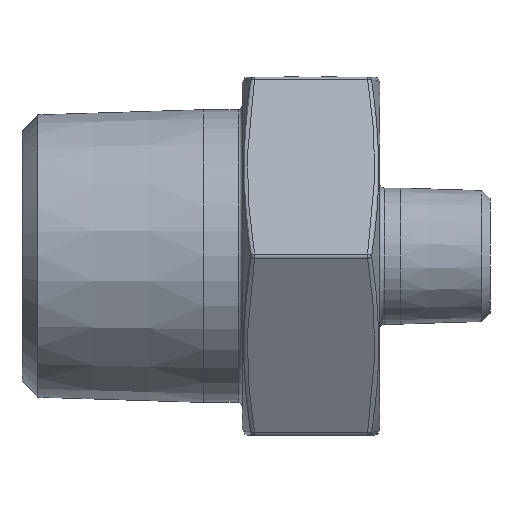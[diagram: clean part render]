
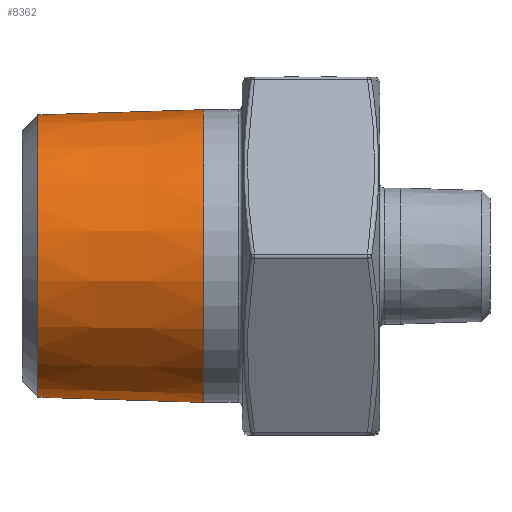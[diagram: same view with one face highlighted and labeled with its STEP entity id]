
A CAD part, front view. The second image highlights one B-rep face of the part: STEP entity #8362.
In plain terms, the highlighted conical face has half-angle 1.79 degrees and reference radius 10.477 mm.
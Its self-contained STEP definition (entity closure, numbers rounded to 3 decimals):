
#331 = AXIS2_PLACEMENT_3D ( 'NONE', #8104, #8033, #11494 ) ;
#668 = CARTESIAN_POINT ( 'NONE',  ( 1.161, 0., 0. ) ) ;
#759 = CONICAL_SURFACE ( 'NONE', #11556, 10.477, 0.031 ) ;
#1137 = VERTEX_POINT ( 'NONE', #1354 ) ;
#1354 = CARTESIAN_POINT ( 'NONE',  ( 1.161, 0., 10.258 ) ) ;
#1785 = CARTESIAN_POINT ( 'NONE',  ( 8.2, 0., 0. ) ) ;
#2866 = EDGE_CURVE ( 'NONE', #13300, #13300, #3776, .T. ) ;
#2951 = ORIENTED_EDGE ( 'NONE', *, *, #3630, .T. ) ;
#3142 = FACE_BOUND ( 'NONE', #3514, .T. ) ;
#3514 = EDGE_LOOP ( 'NONE', ( #2951 ) ) ;
#3630 = EDGE_CURVE ( 'NONE', #1137, #1137, #9081, .T. ) ;
#3776 = CIRCLE ( 'NONE', #331, 10.634 ) ;
#4183 = DIRECTION ( 'NONE',  ( 1., 0., 0. ) ) ;
#4955 = ORIENTED_EDGE ( 'NONE', *, *, #2866, .T. ) ;
#6147 = DIRECTION ( 'NONE',  ( 1., 0., 0. ) ) ;
#6432 = FACE_OUTER_BOUND ( 'NONE', #9216, .T. ) ;
#7298 = DIRECTION ( 'NONE',  ( 0., 0., -1. ) ) ;
#8033 = DIRECTION ( 'NONE',  ( -1., 0., 0. ) ) ;
#8104 = CARTESIAN_POINT ( 'NONE',  ( 13.2, 0., 0. ) ) ;
#8362 = ADVANCED_FACE ( 'NONE', ( #3142, #6432 ), #759, .T. ) ;
#9081 = CIRCLE ( 'NONE', #11382, 10.258 ) ;
#9108 = CARTESIAN_POINT ( 'NONE',  ( 13.2, 0., 10.634 ) ) ;
#9216 = EDGE_LOOP ( 'NONE', ( #4955 ) ) ;
#11382 = AXIS2_PLACEMENT_3D ( 'NONE', #668, #4183, #11533 ) ;
#11494 = DIRECTION ( 'NONE',  ( 0., 0., 1. ) ) ;
#11533 = DIRECTION ( 'NONE',  ( 0., 0., 1. ) ) ;
#11556 = AXIS2_PLACEMENT_3D ( 'NONE', #1785, #6147, #7298 ) ;
#13300 = VERTEX_POINT ( 'NONE', #9108 ) ;
